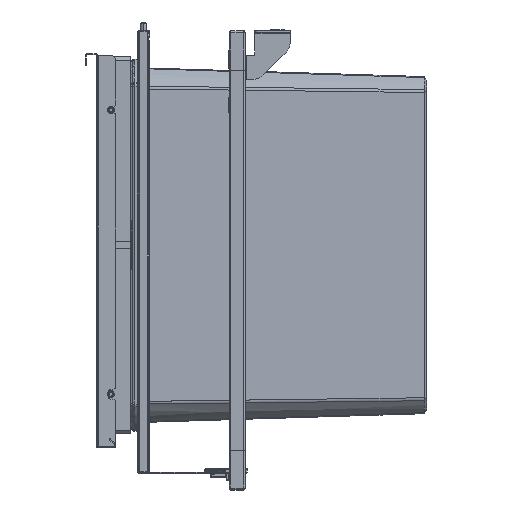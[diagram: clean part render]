
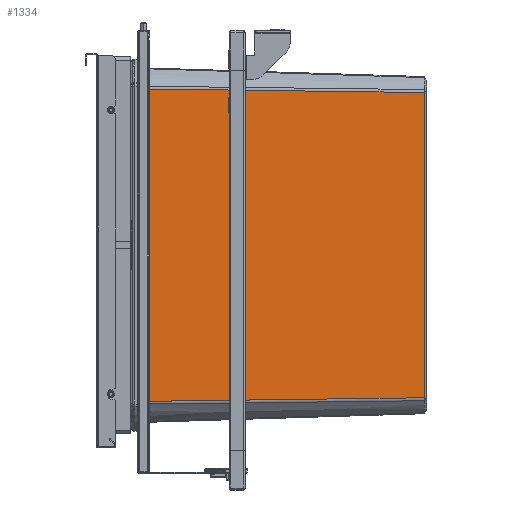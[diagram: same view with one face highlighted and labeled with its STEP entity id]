
A CAD part, left-side view. The second image highlights one B-rep face of the part: STEP entity #1334.
In plain terms, the highlighted planar face has unit normal (-1, -0.031, 0).
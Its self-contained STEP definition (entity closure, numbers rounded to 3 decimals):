
#1334=ADVANCED_FACE('',(#6408),#6409,.T.);
#6408=FACE_OUTER_BOUND('',#18449,.T.);
#6409=PLANE('',#18450);
#18449=EDGE_LOOP('',(#37376,#37377,#37378,#37379));
#18450=AXIS2_PLACEMENT_3D('',#37380,#37381,#37382);
#37376=ORIENTED_EDGE('',*,*,#64555,.F.);
#37377=ORIENTED_EDGE('',*,*,#64556,.T.);
#37378=ORIENTED_EDGE('',*,*,#64557,.F.);
#37379=ORIENTED_EDGE('',*,*,#64529,.F.);
#37380=CARTESIAN_POINT('',(-169.199,-227.969,-233.));
#37381=DIRECTION('',(-1.,-0.031,0.0));
#37382=DIRECTION('',(0.0,0.0,1.0));
#64529=EDGE_CURVE('',#76091,#76093,#76094,.T.);
#64555=EDGE_CURVE('',#76130,#76091,#76132,.T.);
#64556=EDGE_CURVE('',#76130,#76133,#76134,.T.);
#64557=EDGE_CURVE('',#76093,#76133,#76135,.T.);
#76091=VERTEX_POINT('',#97612);
#76093=VERTEX_POINT('',#97620);
#76094=LINE('',#97621,#97622);
#76130=VERTEX_POINT('',#97788);
#76132=LINE('',#97795,#97796);
#76133=VERTEX_POINT('',#97797);
#76134=LINE('',#97798,#97799);
#76135=LINE('',#97800,#97801);
#97612=CARTESIAN_POINT('',(-173.571,-87.7,-391.43));
#97620=CARTESIAN_POINT('',(-173.571,-87.7,-74.571));
#97621=CARTESIAN_POINT('',(-173.571,-87.7,-391.43));
#97622=VECTOR('',#123903,316.858);
#97788=CARTESIAN_POINT('',(-164.216,-387.829,-387.58));
#97795=CARTESIAN_POINT('',(-164.216,-387.829,-387.58));
#97796=VECTOR('',#123918,300.299);
#97797=CARTESIAN_POINT('',(-164.216,-387.829,-78.42));
#97798=CARTESIAN_POINT('',(-164.216,-387.829,-387.58));
#97799=VECTOR('',#123919,309.161);
#97800=CARTESIAN_POINT('',(-173.571,-87.7,-74.571));
#97801=VECTOR('',#123920,300.299);
#123903=DIRECTION('',(0.,0.,1.));
#123918=DIRECTION('',(-0.031,0.999,-0.013));
#123919=DIRECTION('',(0.,0.,1.));
#123920=DIRECTION('',(0.031,-0.999,-0.013));
